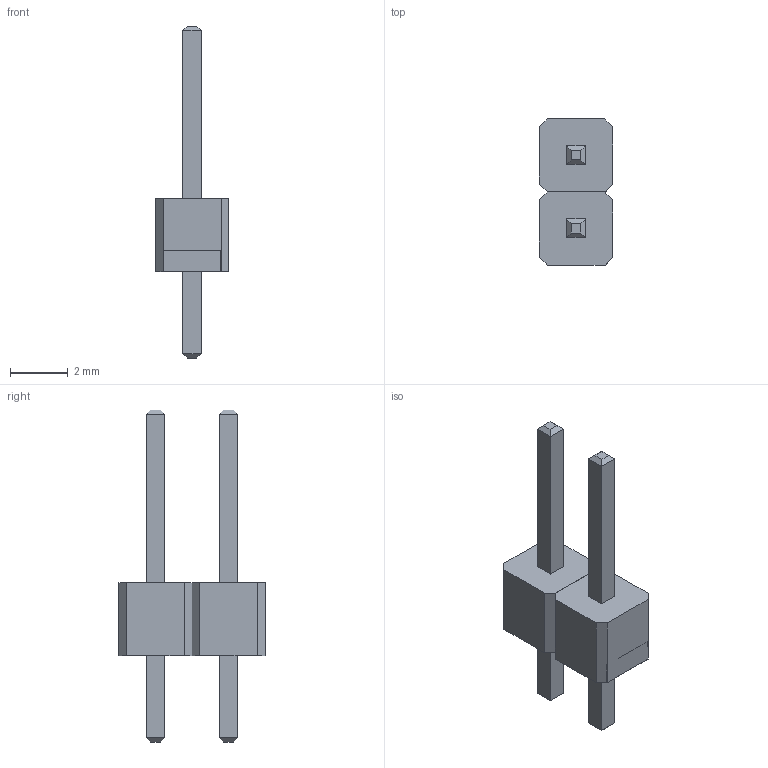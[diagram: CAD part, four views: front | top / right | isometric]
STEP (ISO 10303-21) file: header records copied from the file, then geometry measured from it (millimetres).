
FILE_DESCRIPTION(/* description */ (''),/* implementation_level */ '2;1');
FILE_NAME(/* name */ 'PLS-2.step',/* time_stamp */ '2021-11-03T15:07:18+03:00',/* author */ (''),/* organization */ (''),/* preprocessor_version */ 'ST-DEVELOPER v18.1',/* originating_system */ 'Autodesk Translation Framework v10.10.0.1391',/* authorisation */ '');
FILE_SCHEMA (('AUTOMOTIVE_DESIGN { 1 0 10303 214 3 1 1 }'));
Length unit declared in the file: millimetre
Products named in the file (1): PLS-2
Bounding box: 2.54 x 5.08 x 11.54 mm (x, y, z)
Volume: 32.4 mm3; surface area: 154.4 mm2
Topology: 4 solids, 4 shells, 66 faces, 152 edges, 96 vertices
Faces by surface type: plane 66
Entity records: 1860 total; most frequent: CARTESIAN_POINT 315, ORIENTED_EDGE 304, DIRECTION 286, LINE 152, VECTOR 152, EDGE_CURVE 152, VERTEX_POINT 96, EDGE_LOOP 72
